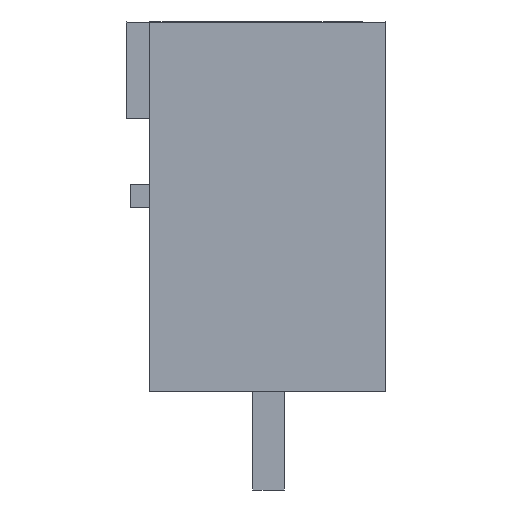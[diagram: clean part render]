
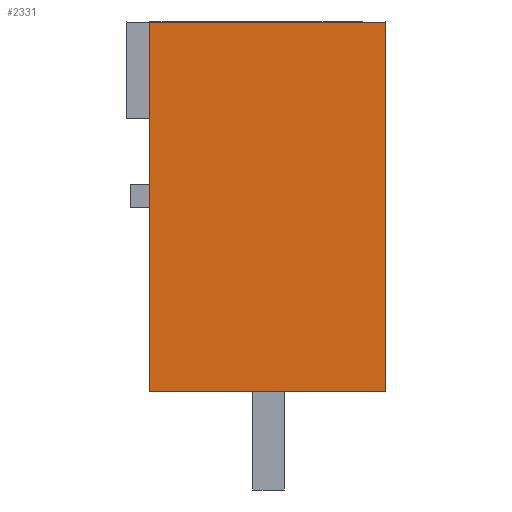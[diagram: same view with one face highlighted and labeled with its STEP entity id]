
A CAD part, left-side view. The second image highlights one B-rep face of the part: STEP entity #2331.
In plain terms, the highlighted planar face has unit normal (-1, 0, 0).
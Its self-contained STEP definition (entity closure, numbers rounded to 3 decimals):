
#2318=AXIS2_PLACEMENT_3D('Plane Axis2P3D',#2315,#2316,#2317) ;
#89=CARTESIAN_POINT('Vertex',(0.,0.,15.2)) ;
#124=CARTESIAN_POINT('Vertex',(0.,7.68,15.2)) ;
#127=CARTESIAN_POINT('Line Origine',(0.,3.84,15.2)) ;
#1423=CARTESIAN_POINT('Line Origine',(0.,0.,9.2)) ;
#1427=CARTESIAN_POINT('Vertex',(0.,0.,3.2)) ;
#1611=CARTESIAN_POINT('Vertex',(0.,7.68,3.2)) ;
#1614=CARTESIAN_POINT('Line Origine',(0.,7.68,9.2)) ;
#2315=CARTESIAN_POINT('Axis2P3D Location',(0.,-2.67,15.2)) ;
#2320=CARTESIAN_POINT('Line Origine',(0.,3.84,3.2)) ;
#128=DIRECTION('Vector Direction',(0.,1.,0.)) ;
#1424=DIRECTION('Vector Direction',(0.,0.,-1.)) ;
#1615=DIRECTION('Vector Direction',(0.,0.,-1.)) ;
#2316=DIRECTION('Axis2P3D Direction',(-1.,0.,0.)) ;
#2317=DIRECTION('Axis2P3D XDirection',(0.,1.,0.)) ;
#2321=DIRECTION('Vector Direction',(0.,1.,0.)) ;
#129=VECTOR('Line Direction',#128,1.) ;
#1425=VECTOR('Line Direction',#1424,1.) ;
#1616=VECTOR('Line Direction',#1615,1.) ;
#2322=VECTOR('Line Direction',#2321,1.) ;
#2326=ORIENTED_EDGE('',*,*,#131,.T.) ;
#2327=ORIENTED_EDGE('',*,*,#1618,.T.) ;
#2328=ORIENTED_EDGE('',*,*,#2324,.F.) ;
#2329=ORIENTED_EDGE('',*,*,#1429,.F.) ;
#2331=ADVANCED_FACE('Body',(#2330),#2319,.T.) ;
#131=EDGE_CURVE('',#90,#125,#130,.T.) ;
#1429=EDGE_CURVE('',#90,#1428,#1426,.T.) ;
#1618=EDGE_CURVE('',#125,#1612,#1617,.T.) ;
#2324=EDGE_CURVE('',#1428,#1612,#2323,.T.) ;
#2325=EDGE_LOOP('',(#2326,#2327,#2328,#2329)) ;
#2330=FACE_OUTER_BOUND('',#2325,.T.) ;
#130=LINE('Line',#127,#129) ;
#1426=LINE('Line',#1423,#1425) ;
#1617=LINE('Line',#1614,#1616) ;
#2323=LINE('Line',#2320,#2322) ;
#2319=PLANE('',#2318) ;
#90=VERTEX_POINT('',#89) ;
#125=VERTEX_POINT('',#124) ;
#1428=VERTEX_POINT('',#1427) ;
#1612=VERTEX_POINT('',#1611) ;
